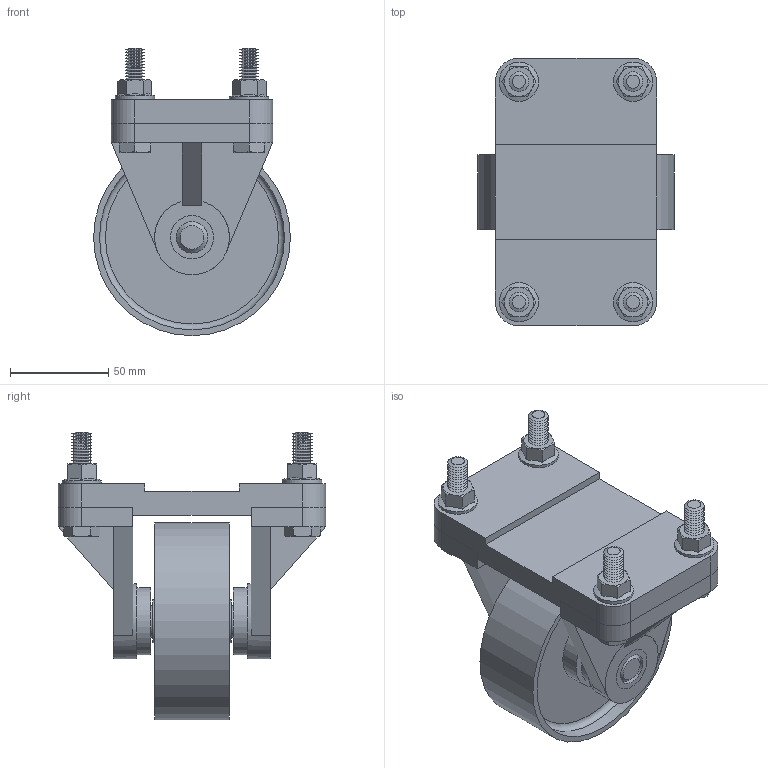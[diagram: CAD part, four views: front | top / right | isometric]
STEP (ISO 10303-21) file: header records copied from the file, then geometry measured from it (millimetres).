
FILE_DESCRIPTION((''),'2;1');
FILE_NAME('Open CASCADE Shape Model','2020-08-07T20:40:34',(''),(''), 'Open CASCADE STEP processor 7.4','Kubotek KeyCreator','Unknown');
FILE_SCHEMA(('AUTOMOTIVE_DESIGN_CC2 { 1 2 10303 214 -1 1 5 4 }'));
Length unit declared in the file: millimetre
Products named in the file (16): a00-basic_assembly; nut3; nut4; nut; nut2; bolt; bolt3; bolt4; bolt2; base; support; supportR; hornL; hornR; axle; wheel
Assembly tree (15 placements, depth 2):
  a00-basic_assembly
    nut3
    nut4
    nut
    nut2
    bolt
    bolt3
    bolt4
    bolt2
    base
    support
    supportR
    hornL
    hornR
    axle
    wheel
Bounding box: 100 x 136 x 146.03 mm (x, y, z)
Volume: 497517.2 mm3; surface area: 134495.8 mm2
Topology: 15 solids, 15 shells, 499 faces, 1041 edges, 592 vertices
Faces by surface type: cone 302, plane 140, cylinder 55, torus 2
Full cylindrical faces by diameter (mm): 7.25 x4, 10 x4, 11 x8, 14.6 x4, 16 x4, 20 x8, 22 x6, 34 x2, 38 x4, 94 x2, 100 x1
Entity records: 29854 total; most frequent: CARTESIAN_POINT 8214, DIRECTION 4125, LINE 2163, VECTOR 2163, ORIENTED_EDGE 2082, PCURVE 2082, DEFINITIONAL_REPRESENTATION 2082, EDGE_CURVE 1041
